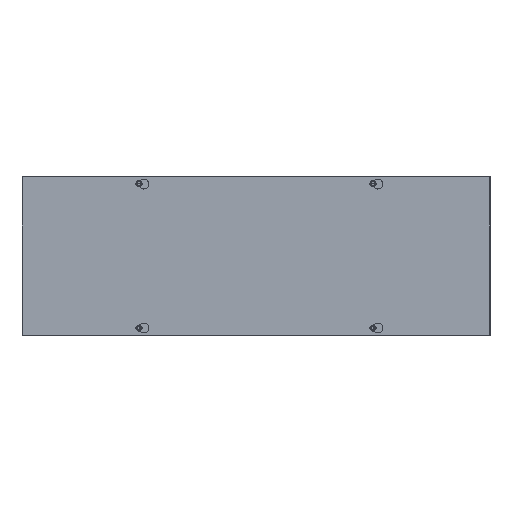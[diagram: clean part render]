
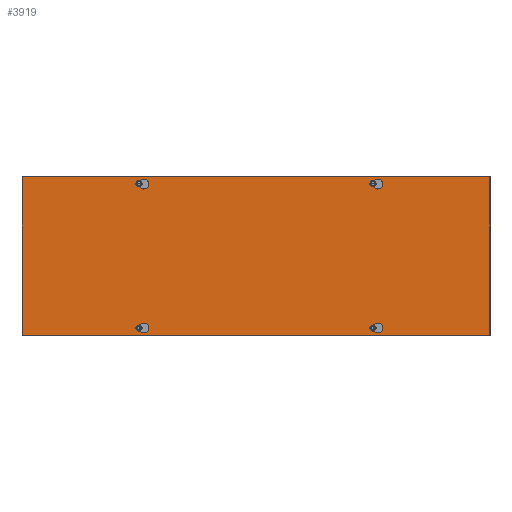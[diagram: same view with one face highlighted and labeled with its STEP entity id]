
A CAD part, top view. The second image highlights one B-rep face of the part: STEP entity #3919.
In plain terms, the highlighted planar face has unit normal (0, 0, 1).
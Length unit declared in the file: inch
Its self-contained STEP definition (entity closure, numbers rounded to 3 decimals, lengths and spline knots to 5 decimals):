
#345=LINE('',#6412,#641);
#350=LINE('',#6425,#646);
#353=LINE('',#6436,#649);
#357=LINE('',#6448,#653);
#361=LINE('',#6460,#657);
#366=LINE('',#6473,#662);
#369=LINE('',#6484,#665);
#373=LINE('',#6496,#669);
#375=LINE('',#6504,#671);
#379=LINE('',#6512,#675);
#382=LINE('',#6518,#678);
#385=LINE('',#6523,#681);
#641=VECTOR('',#5071,0.21651);
#646=VECTOR('',#5084,0.21651);
#649=VECTOR('',#5095,0.21651);
#653=VECTOR('',#5107,0.21651);
#657=VECTOR('',#5119,0.21651);
#662=VECTOR('',#5132,0.21651);
#665=VECTOR('',#5143,0.21651);
#669=VECTOR('',#5155,0.21651);
#671=VECTOR('',#5165,8.125);
#675=VECTOR('',#5171,24.);
#678=VECTOR('',#5176,8.125);
#681=VECTOR('',#5181,24.);
#814=PLANE('',#4263);
#936=FACE_BOUND('',#1406,.T.);
#937=FACE_BOUND('',#1407,.T.);
#938=FACE_BOUND('',#1408,.T.);
#939=FACE_BOUND('',#1409,.T.);
#1122=FACE_OUTER_BOUND('',#1405,.T.);
#1405=EDGE_LOOP('',(#3310,#3311,#3312,#3313));
#1406=EDGE_LOOP('',(#3314,#3315,#3316,#3317));
#1407=EDGE_LOOP('',(#3318,#3319,#3320,#3321));
#1408=EDGE_LOOP('',(#3322,#3323,#3324,#3325));
#1409=EDGE_LOOP('',(#3326,#3327,#3328,#3329));
#1629=CIRCLE('',#4229,0.25);
#1631=CIRCLE('',#4233,0.125);
#1633=CIRCLE('',#4237,0.25);
#1635=CIRCLE('',#4241,0.125);
#1637=CIRCLE('',#4245,0.25);
#1639=CIRCLE('',#4249,0.125);
#1641=CIRCLE('',#4253,0.25);
#1643=CIRCLE('',#4257,0.125);
#1918=VERTEX_POINT('',#6409);
#1919=VERTEX_POINT('',#6411);
#1921=VERTEX_POINT('',#6417);
#1923=VERTEX_POINT('',#6423);
#1926=VERTEX_POINT('',#6433);
#1927=VERTEX_POINT('',#6435);
#1929=VERTEX_POINT('',#6441);
#1931=VERTEX_POINT('',#6447);
#1934=VERTEX_POINT('',#6457);
#1935=VERTEX_POINT('',#6459);
#1937=VERTEX_POINT('',#6465);
#1939=VERTEX_POINT('',#6471);
#1942=VERTEX_POINT('',#6481);
#1943=VERTEX_POINT('',#6483);
#1945=VERTEX_POINT('',#6489);
#1947=VERTEX_POINT('',#6495);
#1948=VERTEX_POINT('',#6502);
#1949=VERTEX_POINT('',#6503);
#1952=VERTEX_POINT('',#6511);
#1954=VERTEX_POINT('',#6517);
#2376=EDGE_CURVE('',#1919,#1918,#345,.T.);
#2380=EDGE_CURVE('',#1918,#1921,#1629,.T.);
#2383=EDGE_CURVE('',#1921,#1923,#350,.T.);
#2385=EDGE_CURVE('',#1923,#1919,#1631,.T.);
#2388=EDGE_CURVE('',#1927,#1926,#353,.T.);
#2391=EDGE_CURVE('',#1929,#1927,#1633,.T.);
#2394=EDGE_CURVE('',#1931,#1929,#357,.T.);
#2397=EDGE_CURVE('',#1926,#1931,#1635,.T.);
#2400=EDGE_CURVE('',#1935,#1934,#361,.T.);
#2404=EDGE_CURVE('',#1934,#1937,#1637,.T.);
#2407=EDGE_CURVE('',#1937,#1939,#366,.T.);
#2409=EDGE_CURVE('',#1939,#1935,#1639,.T.);
#2412=EDGE_CURVE('',#1943,#1942,#369,.T.);
#2415=EDGE_CURVE('',#1945,#1943,#1641,.T.);
#2418=EDGE_CURVE('',#1947,#1945,#373,.T.);
#2421=EDGE_CURVE('',#1942,#1947,#1643,.T.);
#2422=EDGE_CURVE('',#1948,#1949,#375,.T.);
#2426=EDGE_CURVE('',#1949,#1952,#379,.T.);
#2429=EDGE_CURVE('',#1952,#1954,#382,.T.);
#2432=EDGE_CURVE('',#1954,#1948,#385,.T.);
#3310=ORIENTED_EDGE('',*,*,#2422,.F.);
#3311=ORIENTED_EDGE('',*,*,#2432,.F.);
#3312=ORIENTED_EDGE('',*,*,#2429,.F.);
#3313=ORIENTED_EDGE('',*,*,#2426,.F.);
#3314=ORIENTED_EDGE('',*,*,#2376,.T.);
#3315=ORIENTED_EDGE('',*,*,#2380,.T.);
#3316=ORIENTED_EDGE('',*,*,#2383,.T.);
#3317=ORIENTED_EDGE('',*,*,#2385,.T.);
#3318=ORIENTED_EDGE('',*,*,#2388,.T.);
#3319=ORIENTED_EDGE('',*,*,#2397,.T.);
#3320=ORIENTED_EDGE('',*,*,#2394,.T.);
#3321=ORIENTED_EDGE('',*,*,#2391,.T.);
#3322=ORIENTED_EDGE('',*,*,#2400,.T.);
#3323=ORIENTED_EDGE('',*,*,#2404,.T.);
#3324=ORIENTED_EDGE('',*,*,#2407,.T.);
#3325=ORIENTED_EDGE('',*,*,#2409,.T.);
#3326=ORIENTED_EDGE('',*,*,#2412,.T.);
#3327=ORIENTED_EDGE('',*,*,#2421,.T.);
#3328=ORIENTED_EDGE('',*,*,#2418,.T.);
#3329=ORIENTED_EDGE('',*,*,#2415,.T.);
#3919=ADVANCED_FACE('',(#1122,#936,#937,#938,#939),#814,.T.);
#4229=AXIS2_PLACEMENT_3D('',#6419,#5078,#5079);
#4233=AXIS2_PLACEMENT_3D('',#6428,#5089,#5090);
#4237=AXIS2_PLACEMENT_3D('',#6442,#5101,#5102);
#4241=AXIS2_PLACEMENT_3D('',#6452,#5113,#5114);
#4245=AXIS2_PLACEMENT_3D('',#6467,#5126,#5127);
#4249=AXIS2_PLACEMENT_3D('',#6476,#5137,#5138);
#4253=AXIS2_PLACEMENT_3D('',#6490,#5149,#5150);
#4257=AXIS2_PLACEMENT_3D('',#6500,#5161,#5162);
#4263=AXIS2_PLACEMENT_3D('',#6526,#5185,#5186);
#5071=DIRECTION('',(-0.866,-0.5,0.));
#5078=DIRECTION('center_axis',(0.,0.,-1.));
#5079=DIRECTION('ref_axis',(0.5,-0.866,0.));
#5084=DIRECTION('',(0.866,-0.5,0.));
#5089=DIRECTION('center_axis',(0.,0.,-1.));
#5090=DIRECTION('ref_axis',(0.5,0.866,0.));
#5095=DIRECTION('',(0.866,-0.5,0.));
#5101=DIRECTION('center_axis',(0.,0.,-1.));
#5102=DIRECTION('ref_axis',(0.5,0.866,0.));
#5107=DIRECTION('',(-0.866,-0.5,0.));
#5113=DIRECTION('center_axis',(0.,0.,-1.));
#5114=DIRECTION('ref_axis',(0.5,-0.866,0.));
#5119=DIRECTION('',(-0.866,-0.5,0.));
#5126=DIRECTION('center_axis',(0.,0.,-1.));
#5127=DIRECTION('ref_axis',(0.5,-0.866,0.));
#5132=DIRECTION('',(0.866,-0.5,0.));
#5137=DIRECTION('center_axis',(0.,0.,-1.));
#5138=DIRECTION('ref_axis',(0.5,0.866,0.));
#5143=DIRECTION('',(0.866,-0.5,0.));
#5149=DIRECTION('center_axis',(0.,0.,-1.));
#5150=DIRECTION('ref_axis',(0.5,0.866,0.));
#5155=DIRECTION('',(-0.866,-0.5,0.));
#5161=DIRECTION('center_axis',(0.,0.,-1.));
#5162=DIRECTION('ref_axis',(0.5,-0.866,0.));
#5165=DIRECTION('',(0.,1.,0.));
#5171=DIRECTION('',(1.,0.,0.));
#5176=DIRECTION('',(0.,-1.,0.));
#5181=DIRECTION('',(-1.,0.,0.));
#5185=DIRECTION('center_axis',(0.,0.,1.));
#5186=DIRECTION('ref_axis',(1.,0.,0.));
#6409=CARTESIAN_POINT('',(17.875,7.53549,0.074));
#6411=CARTESIAN_POINT('',(18.0625,7.64375,0.074));
#6412=CARTESIAN_POINT('',(15.0137,5.88352,0.074));
#6417=CARTESIAN_POINT('',(17.875,7.96851,0.074));
#6419=CARTESIAN_POINT('Origin',(17.75,7.752,0.074));
#6423=CARTESIAN_POINT('',(18.0625,7.86025,0.074));
#6425=CARTESIAN_POINT('',(16.51755,8.75223,0.074));
#6428=CARTESIAN_POINT('Origin',(18.,7.752,0.074));
#6433=CARTESIAN_POINT('',(18.0625,0.48125,0.074));
#6435=CARTESIAN_POINT('',(17.875,0.58951,0.074));
#6436=CARTESIAN_POINT('',(15.0137,2.24148,0.074));
#6441=CARTESIAN_POINT('',(17.875,0.15649,0.074));
#6442=CARTESIAN_POINT('Origin',(17.75,0.373,0.074));
#6447=CARTESIAN_POINT('',(18.0625,0.26475,0.074));
#6448=CARTESIAN_POINT('',(16.51755,-0.62723,0.074));
#6452=CARTESIAN_POINT('Origin',(18.,0.373,0.074));
#6457=CARTESIAN_POINT('',(5.875,7.53549,0.074));
#6459=CARTESIAN_POINT('',(6.0625,7.64375,0.074));
#6460=CARTESIAN_POINT('',(7.5137,8.4816,0.074));
#6465=CARTESIAN_POINT('',(5.875,7.96851,0.074));
#6467=CARTESIAN_POINT('Origin',(5.75,7.752,0.074));
#6471=CARTESIAN_POINT('',(6.0625,7.86025,0.074));
#6473=CARTESIAN_POINT('',(9.01755,6.15415,0.074));
#6476=CARTESIAN_POINT('Origin',(6.,7.752,0.074));
#6481=CARTESIAN_POINT('',(6.0625,0.48125,0.074));
#6483=CARTESIAN_POINT('',(5.875,0.58951,0.074));
#6484=CARTESIAN_POINT('',(7.5137,-0.3566,0.074));
#6489=CARTESIAN_POINT('',(5.875,0.15649,0.074));
#6490=CARTESIAN_POINT('Origin',(5.75,0.373,0.074));
#6495=CARTESIAN_POINT('',(6.0625,0.26475,0.074));
#6496=CARTESIAN_POINT('',(9.01755,1.97085,0.074));
#6500=CARTESIAN_POINT('Origin',(6.,0.373,0.074));
#6502=CARTESIAN_POINT('',(0.,0.,0.074));
#6503=CARTESIAN_POINT('',(0.,8.125,0.074));
#6504=CARTESIAN_POINT('',(0.,8.125,0.074));
#6511=CARTESIAN_POINT('',(24.,8.125,0.074));
#6512=CARTESIAN_POINT('',(24.,8.125,0.074));
#6517=CARTESIAN_POINT('',(24.,0.,0.074));
#6518=CARTESIAN_POINT('',(24.,0.,0.074));
#6523=CARTESIAN_POINT('',(0.,0.,0.074));
#6526=CARTESIAN_POINT('Origin',(12.,4.0625,0.074));
